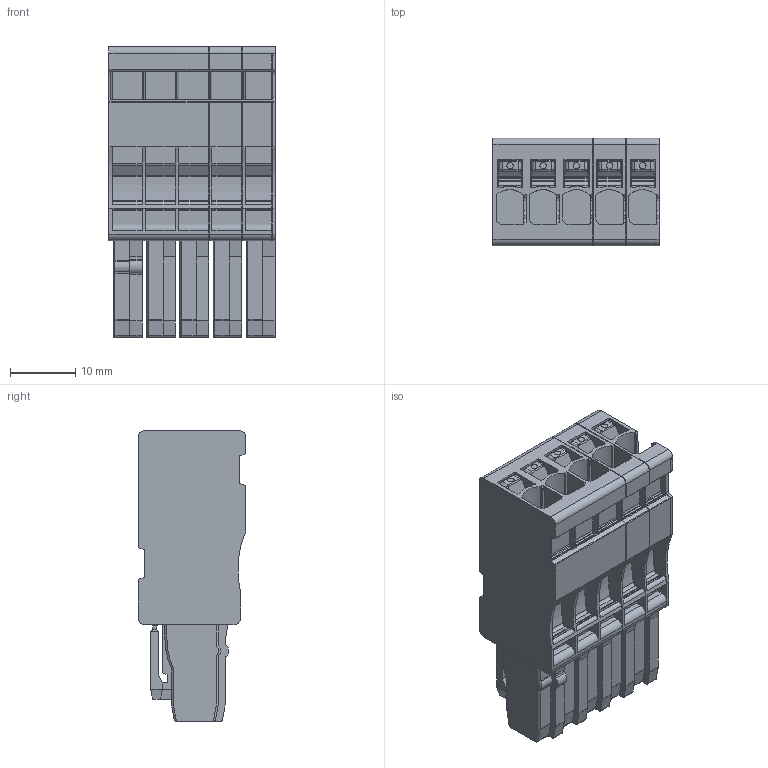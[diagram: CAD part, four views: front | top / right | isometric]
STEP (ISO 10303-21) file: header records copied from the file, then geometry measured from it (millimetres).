
FILE_DESCRIPTION(('CATIA V5R20 STEP214','CAx-IF Rec.Pracs.--- Model Styling and Organization---1.5--- 2016-08-15','CAx-IF Rec.Pracs.---Supplemental Geometry---1.0---2011-11-01','CAx-IF Rec.Pracs.--- Composite Materials ---1.1---2010-07-15'),'2;1');
FILE_NAME ('2013612-2_2', '2025-06-18T13:26:14+00:00', ('Weidmueller Interface'), ('Weidmueller'), 'CATIA Version 5-6 Release 2024 SP4', 'CATIA V5 STEP AP214 v3', 'none');
FILE_SCHEMA(('AUTOMOTIVE_DESIGN { 1 0 10303 214 1 1 1 1 }'));
Products named in the file (1): 3030280000
Bounding box: 25.5 x 16.5 x 44.65 mm (x, y, z)
Volume: 12710.3 mm3; surface area: 10253.1 mm2
Topology: 4 solids, 4 shells, 1477 faces, 4121 edges, 2673 vertices
Faces by surface type: plane 739, cylinder 566, bspline 71, extrusion 60, torus 30, cone 11
Entity records: 51761 total; most frequent: CARTESIAN_POINT 15108, ORIENTED_EDGE 8242, DIRECTION 5985, EDGE_CURVE 4121, VERTEX_POINT 2673, VECTOR 2639, LINE 2579, AXIS2_PLACEMENT_3D 2078
